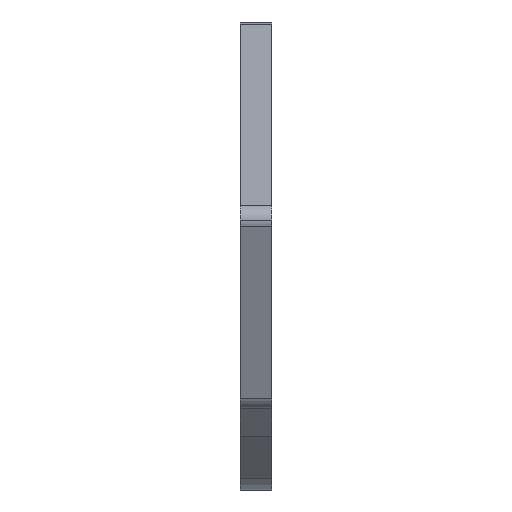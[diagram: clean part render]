
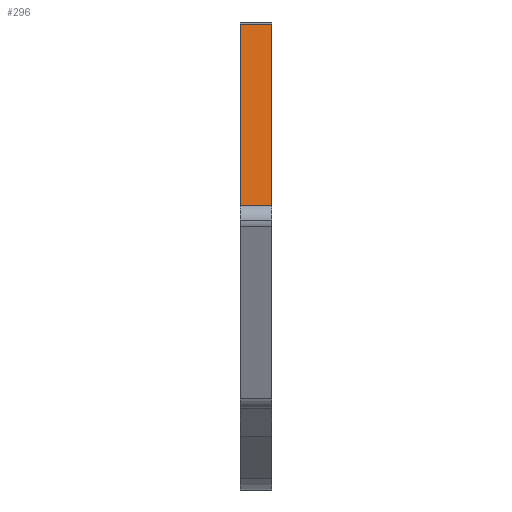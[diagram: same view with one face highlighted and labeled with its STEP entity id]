
A CAD part, top view. The second image highlights one B-rep face of the part: STEP entity #296.
In plain terms, the highlighted planar face has unit normal (0, 0.917, 0.399).
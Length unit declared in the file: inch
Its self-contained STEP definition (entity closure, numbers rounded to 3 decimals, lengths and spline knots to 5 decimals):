
#42 = LINE ( 'NONE', #1032, #524 ) ;
#86 = EDGE_CURVE ( 'NONE', #1553, #673, #1970, .T. ) ;
#177 = ORIENTED_EDGE ( 'NONE', *, *, #86, .F. ) ;
#211 = CARTESIAN_POINT ( 'NONE',  ( 3.17126, 5.67633, 0.19937 ) ) ;
#254 = VECTOR ( 'NONE', #2041, 39.37008 ) ;
#282 = AXIS2_PLACEMENT_3D ( 'NONE', #1991, #1466, #1266 ) ;
#296 = ADVANCED_FACE ( 'NONE', ( #3174 ), #2740, .F. ) ;
#524 = VECTOR ( 'NONE', #542, 39.37008 ) ;
#542 = DIRECTION ( 'NONE',  ( 0., -0.399, 0.917 ) ) ;
#645 = ORIENTED_EDGE ( 'NONE', *, *, #1946, .T. ) ;
#665 = VECTOR ( 'NONE', #1230, 39.37008 ) ;
#672 = CARTESIAN_POINT ( 'NONE',  ( 2.67126, 5.67633, 0.19937 ) ) ;
#673 = VERTEX_POINT ( 'NONE', #211 ) ;
#923 = VECTOR ( 'NONE', #2954, 39.37008 ) ;
#1032 = CARTESIAN_POINT ( 'NONE',  ( 3.17126, 2.67272, 7.10722 ) ) ;
#1049 = CARTESIAN_POINT ( 'NONE',  ( 2.67126, 2.77241, 6.87795 ) ) ;
#1091 = CARTESIAN_POINT ( 'NONE',  ( 2.67126, 2.67272, 7.10722 ) ) ;
#1213 = LINE ( 'NONE', #1049, #665 ) ;
#1230 = DIRECTION ( 'NONE',  ( -1., 0., 0. ) ) ;
#1266 = DIRECTION ( 'NONE',  ( 0., 0.399, -0.917 ) ) ;
#1271 = EDGE_CURVE ( 'NONE', #1490, #3136, #1213, .T. ) ;
#1466 = DIRECTION ( 'NONE',  ( 0., -0.917, -0.399 ) ) ;
#1490 = VERTEX_POINT ( 'NONE', #2601 ) ;
#1506 = CARTESIAN_POINT ( 'NONE',  ( 2.67126, 2.77241, 6.87795 ) ) ;
#1547 = LINE ( 'NONE', #1091, #254 ) ;
#1553 = VERTEX_POINT ( 'NONE', #672 ) ;
#1632 = EDGE_LOOP ( 'NONE', ( #645, #2120, #2633, #177 ) ) ;
#1946 = EDGE_CURVE ( 'NONE', #1553, #3136, #1547, .T. ) ;
#1970 = LINE ( 'NONE', #2232, #923 ) ;
#1991 = CARTESIAN_POINT ( 'NONE',  ( 2.67126, 2.67272, 7.10722 ) ) ;
#2041 = DIRECTION ( 'NONE',  ( 0., -0.399, 0.917 ) ) ;
#2120 = ORIENTED_EDGE ( 'NONE', *, *, #1271, .F. ) ;
#2232 = CARTESIAN_POINT ( 'NONE',  ( 2.67126, 5.67633, 0.19937 ) ) ;
#2352 = EDGE_CURVE ( 'NONE', #673, #1490, #42, .T. ) ;
#2601 = CARTESIAN_POINT ( 'NONE',  ( 3.17126, 2.77241, 6.87795 ) ) ;
#2633 = ORIENTED_EDGE ( 'NONE', *, *, #2352, .F. ) ;
#2740 = PLANE ( 'NONE',  #282 ) ;
#2954 = DIRECTION ( 'NONE',  ( 1., 0., 0. ) ) ;
#3136 = VERTEX_POINT ( 'NONE', #1506 ) ;
#3174 = FACE_OUTER_BOUND ( 'NONE', #1632, .T. ) ;
